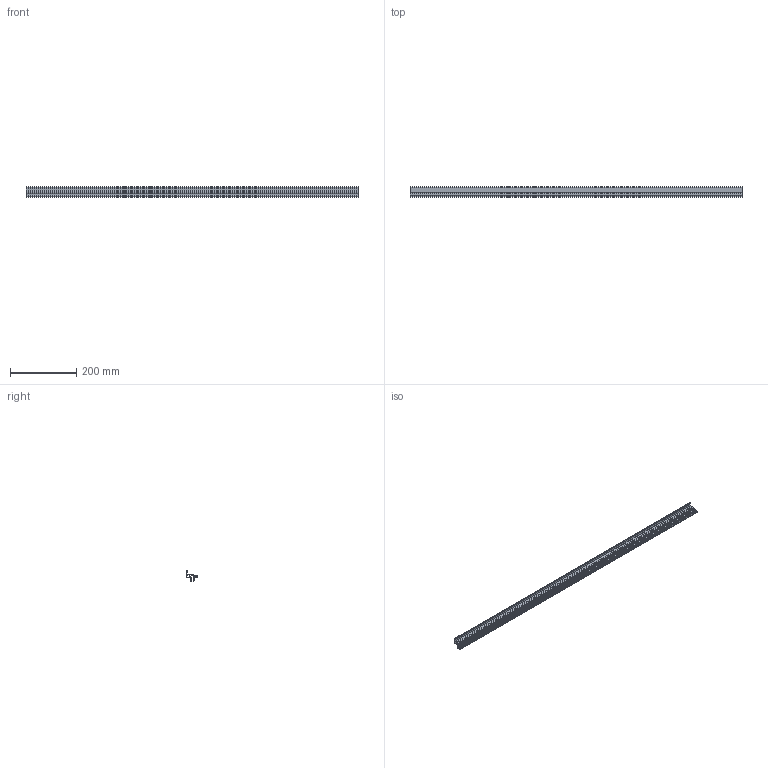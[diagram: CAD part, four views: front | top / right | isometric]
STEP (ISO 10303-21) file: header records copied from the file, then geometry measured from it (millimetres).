
FILE_DESCRIPTION(('STEP AP214'),'1');
FILE_NAME('cctmp_3938285C-EAA6-42F1-B592-564F0BB7B995_2020_1_13_14_14_32_916..stp','2020-01-13T13:14:33',('Bosch Rexroth AG'),('CADClick - www.CADClick.com'),'Spatial InterOp 3D',' ','unknown authorization - (Healing Option Enabled)');
FILE_SCHEMA(('AUTOMOTIVE_DESIGN'));
Length unit declared in the file: millimetre
Products named in the file (1): 2020_01_13__14-14-32-916
Bounding box: 1000 x 31 x 30.8 mm (x, y, z)
Volume: 160808 mm3; surface area: 225051 mm2
Topology: 1 solids, 1 shells, 90 faces, 264 edges, 176 vertices
Faces by surface type: plane 73, cylinder 17
Entity records: 3706 total; most frequent: CARTESIAN_POINT 531, ORIENTED_EDGE 528, DIRECTION 480, EDGE_CURVE 264, LINE 230, VECTOR 230, VERTEX_POINT 176, AXIS2_PLACEMENT_3D 125
